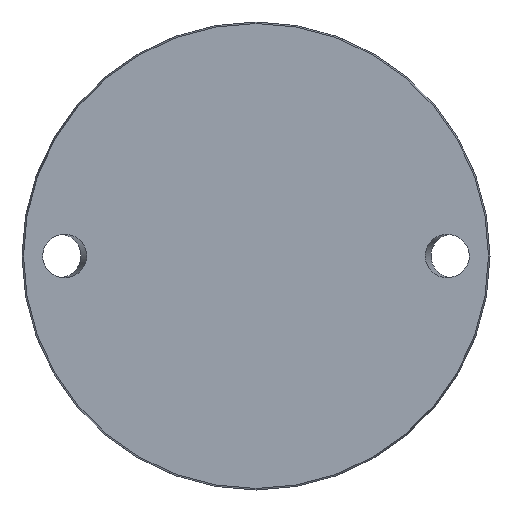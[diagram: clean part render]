
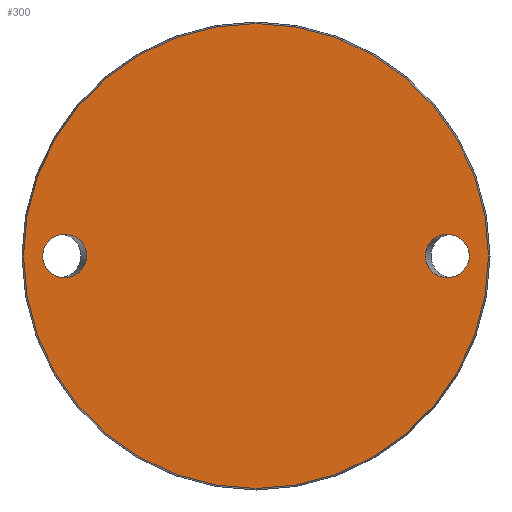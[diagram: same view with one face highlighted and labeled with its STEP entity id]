
A CAD part, front view. The second image highlights one B-rep face of the part: STEP entity #300.
In plain terms, the highlighted planar face has unit normal (0, -1, 0).
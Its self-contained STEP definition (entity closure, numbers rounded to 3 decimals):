
#9 = CARTESIAN_POINT ( 'NONE',  ( -64.385, 0., 0. ) ) ;
#17 = PLANE ( 'NONE',  #455 ) ;
#26 = DIRECTION ( 'NONE',  ( 0., 1., 0. ) ) ;
#32 = CARTESIAN_POINT ( 'NONE',  ( 64.385, 0., 16.5 ) ) ;
#90 = CARTESIAN_POINT ( 'NONE',  ( -81.115, 0., 16.5 ) ) ;
#94 = CARTESIAN_POINT ( 'NONE',  ( 64.385, 0., 0. ) ) ;
#100 = CARTESIAN_POINT ( 'NONE',  ( -81.115, 0., -16.5 ) ) ;
#108 =( BOUNDED_CURVE ( )  B_SPLINE_CURVE ( 3, ( #395, #90, #316, #9, #548, #100, #869 ),
 .UNSPECIFIED., .T., .F. ) 
 B_SPLINE_CURVE_WITH_KNOTS ( ( 4, 3, 4 ),
 ( 0., 3.142, 6.283 ),
 .UNSPECIFIED. ) 
 CURVE ( )  GEOMETRIC_REPRESENTATION_ITEM ( )  RATIONAL_B_SPLINE_CURVE ( ( 1., 0.333, 0.333, 1., 0.333, 0.333, 1. ) ) 
 REPRESENTATION_ITEM ( '' )  );
#126 = CARTESIAN_POINT ( 'NONE',  ( -81.115, 0., 0. ) ) ;
#133 = ORIENTED_EDGE ( 'NONE', *, *, #823, .T. ) ;
#152 = EDGE_CURVE ( 'NONE', #820, #820, #186, .T. ) ;
#170 = EDGE_CURVE ( 'NONE', #506, #506, #536, .T. ) ;
#174 = DIRECTION ( 'NONE',  ( 0., 0., -1. ) ) ;
#186 =( BOUNDED_CURVE ( )  B_SPLINE_CURVE ( 3, ( #94, #393, #868, #799, #326, #32, #644 ),
 .UNSPECIFIED., .T., .T. ) 
 B_SPLINE_CURVE_WITH_KNOTS ( ( 4, 3, 4 ),
 ( 0., 3.142, 6.283 ),
 .UNSPECIFIED. ) 
 CURVE ( )  GEOMETRIC_REPRESENTATION_ITEM ( )  RATIONAL_B_SPLINE_CURVE ( ( 1., 0.333, 0.333, 1., 0.333, 0.333, 1. ) ) 
 REPRESENTATION_ITEM ( '' )  );
#196 = CARTESIAN_POINT ( 'NONE',  ( 64.385, 0., 0. ) ) ;
#200 = DIRECTION ( 'NONE',  ( 0., 0., 1. ) ) ;
#247 = EDGE_LOOP ( 'NONE', ( #133 ) ) ;
#300 = ADVANCED_FACE ( 'NONE', ( #399, #479, #464 ), #17, .F. ) ;
#316 = CARTESIAN_POINT ( 'NONE',  ( -64.385, 0., 16.5 ) ) ;
#326 = CARTESIAN_POINT ( 'NONE',  ( 81.115, 0., 16.5 ) ) ;
#379 = AXIS2_PLACEMENT_3D ( 'NONE', #782, #702, #174 ) ;
#393 = CARTESIAN_POINT ( 'NONE',  ( 64.385, 0., -16.5 ) ) ;
#395 = CARTESIAN_POINT ( 'NONE',  ( -81.115, 0., 0. ) ) ;
#399 = FACE_BOUND ( 'NONE', #247, .T. ) ;
#455 = AXIS2_PLACEMENT_3D ( 'NONE', #631, #26, #200 ) ;
#464 = FACE_OUTER_BOUND ( 'NONE', #899, .T. ) ;
#479 = FACE_BOUND ( 'NONE', #926, .T. ) ;
#506 = VERTEX_POINT ( 'NONE', #801 ) ;
#536 = CIRCLE ( 'NONE', #379, 88.425 ) ;
#541 = ORIENTED_EDGE ( 'NONE', *, *, #152, .F. ) ;
#548 = CARTESIAN_POINT ( 'NONE',  ( -64.385, 0., -16.5 ) ) ;
#631 = CARTESIAN_POINT ( 'NONE',  ( -88.425, 0., 0. ) ) ;
#644 = CARTESIAN_POINT ( 'NONE',  ( 64.385, 0., 0. ) ) ;
#702 = DIRECTION ( 'NONE',  ( 0., -1., 0. ) ) ;
#782 = CARTESIAN_POINT ( 'NONE',  ( 0., 0., 0. ) ) ;
#799 = CARTESIAN_POINT ( 'NONE',  ( 81.115, 0., 0. ) ) ;
#801 = CARTESIAN_POINT ( 'NONE',  ( 0., 0., -88.425 ) ) ;
#820 = VERTEX_POINT ( 'NONE', #196 ) ;
#823 = EDGE_CURVE ( 'NONE', #967, #967, #108, .T. ) ;
#868 = CARTESIAN_POINT ( 'NONE',  ( 81.115, 0., -16.5 ) ) ;
#869 = CARTESIAN_POINT ( 'NONE',  ( -81.115, 0., 0. ) ) ;
#899 = EDGE_LOOP ( 'NONE', ( #940 ) ) ;
#926 = EDGE_LOOP ( 'NONE', ( #541 ) ) ;
#940 = ORIENTED_EDGE ( 'NONE', *, *, #170, .T. ) ;
#967 = VERTEX_POINT ( 'NONE', #126 ) ;
